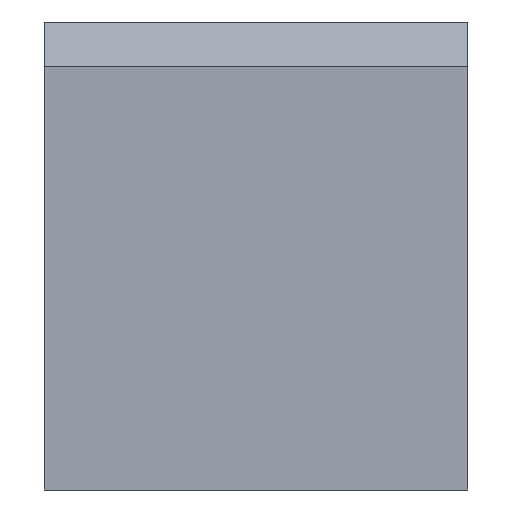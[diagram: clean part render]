
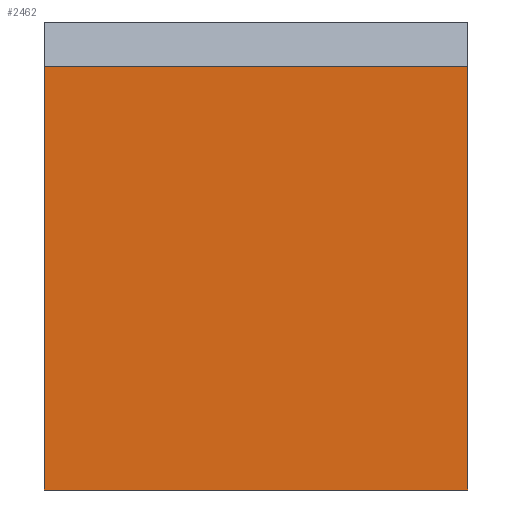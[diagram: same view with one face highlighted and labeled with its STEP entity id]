
A CAD part, front view. The second image highlights one B-rep face of the part: STEP entity #2462.
In plain terms, the highlighted planar face has unit normal (0, -1, 0).
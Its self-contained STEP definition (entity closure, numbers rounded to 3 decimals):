
#2294=CARTESIAN_POINT('',(-1.331,-169.977,-32.0));
#2295=VERTEX_POINT('',#2294);
#2302=CARTESIAN_POINT('',(-1.331,-169.977,0.0));
#2303=VERTEX_POINT('',#2302);
#2304=CARTESIAN_POINT('',(-1.331,-169.977,-12.6));
#2305=DIRECTION('',(0.0,0.0,-1.0));
#2306=VECTOR('',#2305,1.0);
#2307=LINE('',#2304,#2306);
#2308=EDGE_CURVE('n� 5023',#2303,#2295,#2307,.T.);
#2416=CARTESIAN_POINT('',(30.669,-169.977,-32.0));
#2417=VERTEX_POINT('',#2416);
#2424=CARTESIAN_POINT('',(11.269,-169.977,-32.0));
#2425=DIRECTION('',(-1.0,0.0,0.0));
#2426=VECTOR('',#2425,1.0);
#2427=LINE('',#2424,#2426);
#2428=EDGE_CURVE('n� 5111',#2417,#2295,#2427,.T.);
#2439=ORIENTED_EDGE('',*,*,#2308,.T.);
#2440=ORIENTED_EDGE('',*,*,#2428,.F.);
#2441=CARTESIAN_POINT('',(30.669,-169.977,0.0));
#2442=VERTEX_POINT('',#2441);
#2443=CARTESIAN_POINT('',(30.669,-169.977,-12.6));
#2444=DIRECTION('',(0.0,0.0,-1.0));
#2445=VECTOR('',#2444,1.0);
#2446=LINE('',#2443,#2445);
#2447=EDGE_CURVE('n� 5126',#2442,#2417,#2446,.T.);
#2448=ORIENTED_EDGE('',*,*,#2447,.F.);
#2449=CARTESIAN_POINT('',(11.269,-169.977,0.0));
#2450=DIRECTION('',(-1.0,0.0,0.0));
#2451=VECTOR('',#2450,1.0);
#2452=LINE('',#2449,#2451);
#2453=EDGE_CURVE('n� 5130',#2442,#2303,#2452,.T.);
#2454=ORIENTED_EDGE('',*,*,#2453,.T.);
#2455=EDGE_LOOP('',(#2439,#2440,#2448,#2454));
#2456=FACE_OUTER_BOUND('',#2455,.T.);
#2457=CARTESIAN_POINT('',(11.269,-169.977,-12.6));
#2458=DIRECTION('',(0.0,1.0,0.0));
#2459=DIRECTION('',(-1.0,0.0,0.0));
#2460=AXIS2_PLACEMENT_3D('',#2457,#2458,#2459);
#2461=PLANE('',#2460);
#2462=ADVANCED_FACE('n� 5115',(#2456),#2461,.F.);
